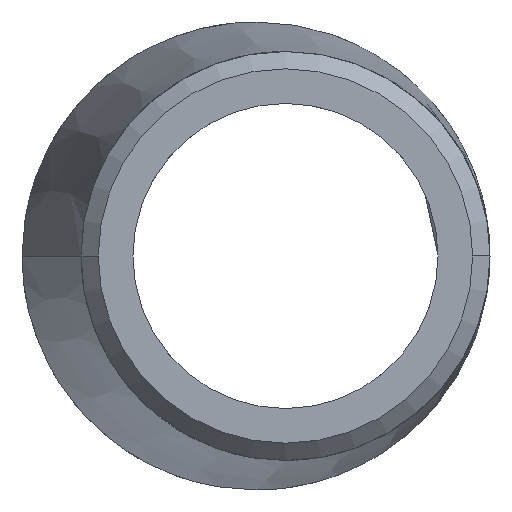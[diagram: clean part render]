
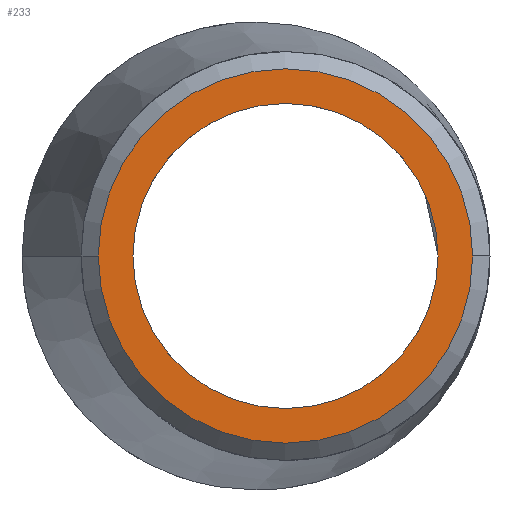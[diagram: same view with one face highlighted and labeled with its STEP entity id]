
A CAD part, left-side view. The second image highlights one B-rep face of the part: STEP entity #233.
In plain terms, the highlighted planar face has unit normal (-1, 0, 0).
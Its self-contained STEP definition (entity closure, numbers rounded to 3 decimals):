
#147 = VERTEX_POINT( '', #363 );
#209 = EDGE_CURVE( '', #313, #227, #431, .T. );
#213 = EDGE_CURVE( '', #305, #147, #435, .T. );
#227 = VERTEX_POINT( '', #450 );
#231 = EDGE_CURVE( '', #227, #313, #454, .T. );
#233 = ADVANCED_FACE( '', ( #456, #457 ), #458, .F. );
#249 = EDGE_CURVE( '', #147, #305, #475, .T. );
#305 = VERTEX_POINT( '', #538 );
#313 = VERTEX_POINT( '', #547 );
#363 = CARTESIAN_POINT( '', ( 0., -3.15, 16.3 ) );
#431 = CIRCLE( '', #1147, 20. );
#435 = CIRCLE( '', #1161, 16.3 );
#450 = CARTESIAN_POINT( '', ( 0., -3.15, 20. ) );
#454 = CIRCLE( '', #1193, 20. );
#456 = FACE_OUTER_BOUND( '', #1195, .T. );
#457 = FACE_BOUND( '', #1196, .T. );
#458 = PLANE( '', #1197 );
#475 = CIRCLE( '', #1244, 16.3 );
#538 = CARTESIAN_POINT( '', ( 0., -3.15, -16.3 ) );
#547 = CARTESIAN_POINT( '', ( 0., -3.15, -20. ) );
#1147 = AXIS2_PLACEMENT_3D( '', #1869, #1870, #1871 );
#1161 = AXIS2_PLACEMENT_3D( '', #1872, #1873, #1874 );
#1193 = AXIS2_PLACEMENT_3D( '', #1893, #1894, #1895 );
#1195 = EDGE_LOOP( '', ( #1897, #1898 ) );
#1196 = EDGE_LOOP( '', ( #1899, #1900 ) );
#1197 = AXIS2_PLACEMENT_3D( '', #1901, #1902, #1903 );
#1244 = AXIS2_PLACEMENT_3D( '', #1916, #1917, #1918 );
#1869 = CARTESIAN_POINT( '', ( 0., -3.15, 0. ) );
#1870 = DIRECTION( '', ( 1., 0., 0. ) );
#1871 = DIRECTION( '', ( 0., 0., -1. ) );
#1872 = CARTESIAN_POINT( '', ( 0., -3.15, 0. ) );
#1873 = DIRECTION( '', ( -1., 0., 0. ) );
#1874 = DIRECTION( '', ( 0., 0., -1. ) );
#1893 = CARTESIAN_POINT( '', ( 0., -3.15, 0. ) );
#1894 = DIRECTION( '', ( 1., 0., 0. ) );
#1895 = DIRECTION( '', ( 0., 0., -1. ) );
#1897 = ORIENTED_EDGE( '', *, *, #209, .F. );
#1898 = ORIENTED_EDGE( '', *, *, #231, .F. );
#1899 = ORIENTED_EDGE( '', *, *, #213, .F. );
#1900 = ORIENTED_EDGE( '', *, *, #249, .F. );
#1901 = CARTESIAN_POINT( '', ( 0., 0., 0. ) );
#1902 = DIRECTION( '', ( 1., 0., 0. ) );
#1903 = DIRECTION( '', ( 0., 0., -1. ) );
#1916 = CARTESIAN_POINT( '', ( 0., -3.15, 0. ) );
#1917 = DIRECTION( '', ( -1., 0., 0. ) );
#1918 = DIRECTION( '', ( 0., 0., -1. ) );
